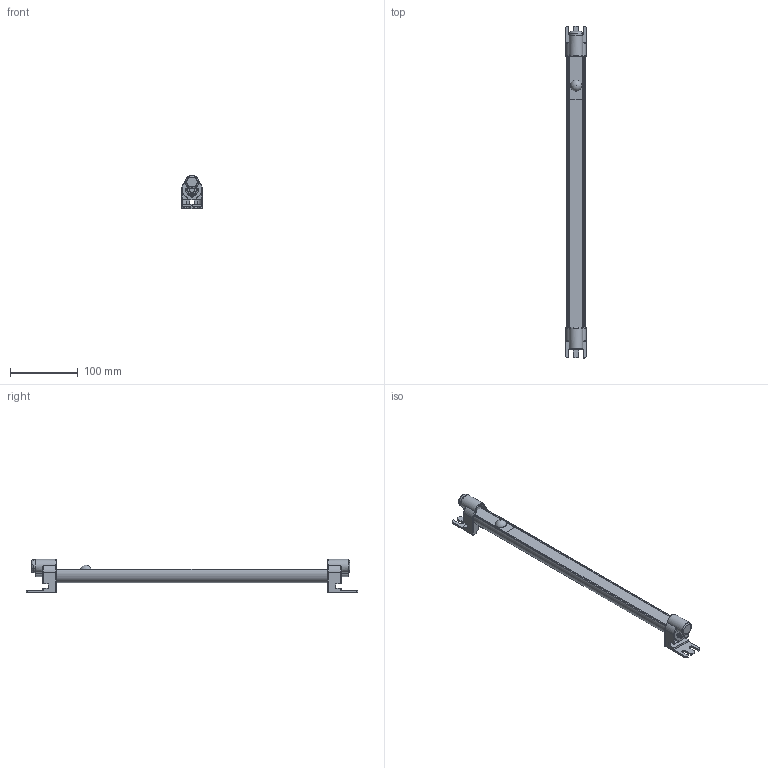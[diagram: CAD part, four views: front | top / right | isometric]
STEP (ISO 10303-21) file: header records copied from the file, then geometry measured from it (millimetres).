
FILE_DESCRIPTION(/* description */ (''),/* implementation_level */ '2;1');
FILE_NAME(/* name */ '106841_LED08-S-B.stp',/* time_stamp */ '2024-08-22T14:02:24+02:00',/* author */ ('CAD'),/* organization */ (''),/* preprocessor_version */ 'ST-DEVELOPER v15.6',/* originating_system */ 'Autodesk Inventor 2015',/* authorisation */ '');
FILE_SCHEMA (('AUTOMOTIVE_DESIGN { 1 0 10303 214 3 1 1 }'));
Length unit declared in the file: millimetre
Products named in the file (1): 106841_LED08-S-B_Shrinkwrap_1
Bounding box: 30 x 490 x 49 mm (x, y, z)
Surface area: 55647.6 mm2 (no closed solid volume)
Topology: 0 solids, 15 shells, 152 faces, 665 edges, 506 vertices
Faces by surface type: plane 77, cylinder 61, torus 13, sphere 1
Full cylindrical faces by diameter (mm): 17.5 x2
Entity records: 7106 total; most frequent: CARTESIAN_POINT 1446, DIRECTION 1183, ORIENTED_EDGE 995, EDGE_CURVE 656, VERTEX_POINT 501, LINE 407, VECTOR 407, AXIS2_PLACEMENT_3D 388
